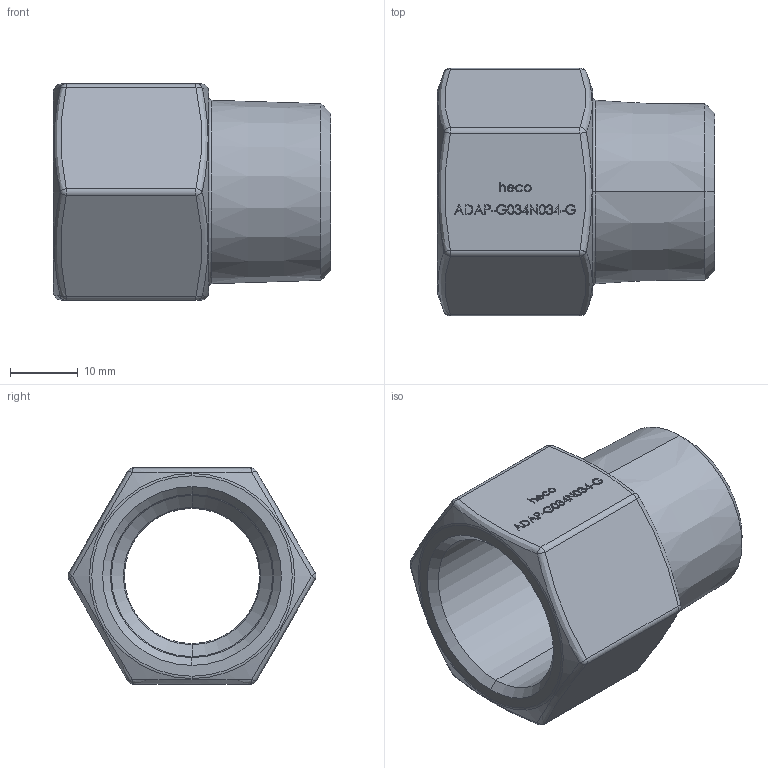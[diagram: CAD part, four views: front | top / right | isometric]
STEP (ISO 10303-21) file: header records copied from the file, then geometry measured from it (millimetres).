
FILE_DESCRIPTION (( 'STEP AP214' ), '1' );
FILE_NAME ('ADAP-G034N034-G Adapter.STEP', '2018-06-26T07:34:04', ( '' ), ( '' ), 'SwSTEP 2.0', 'SolidWorks 2016', '' );
FILE_SCHEMA (( 'AUTOMOTIVE_DESIGN' ));
Length unit declared in the file: millimetre
Products named in the file (1): ADAP-G034N034-G Adapter
Bounding box: 41 x 36.64 x 32 mm (x, y, z)
Volume: 14500.2 mm3; surface area: 7564.6 mm2
Topology: 1 solids, 1 shells, 315 faces, 801 edges, 514 vertices
Faces by surface type: plane 145, bspline 124, torus 12, cone 12, sphere 12, cylinder 10
Entity records: 18871 total; most frequent: CARTESIAN_POINT 9483, ORIENTED_EDGE 1586, DIRECTION 1005, EDGE_CURVE 793, VERTEX_POINT 510, LINE 461, VECTOR 461, EDGE_LOOP 347
